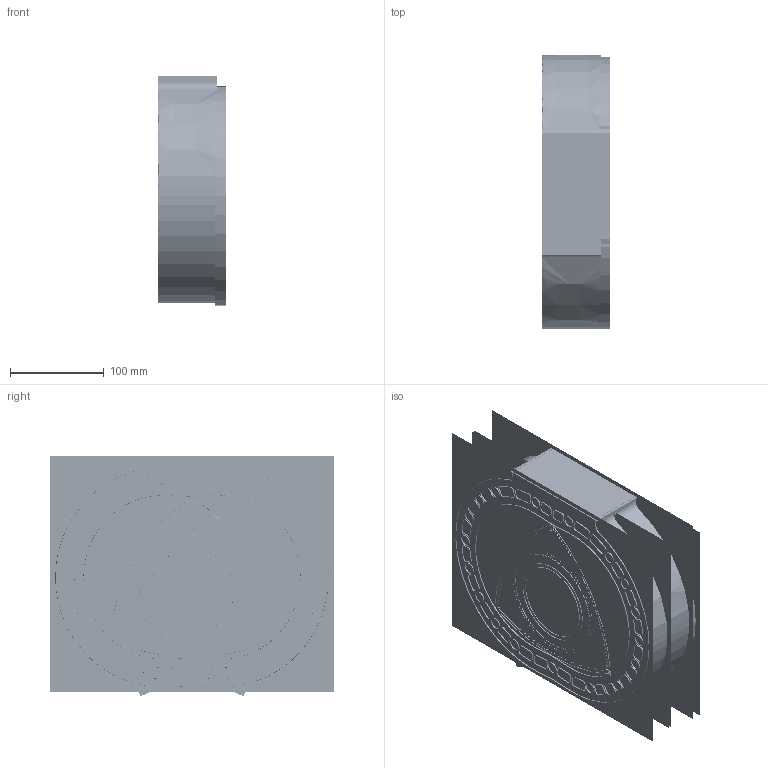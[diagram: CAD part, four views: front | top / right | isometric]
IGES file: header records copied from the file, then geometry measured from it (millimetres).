
Start section:  PTC IGES file: re_asm.igs
Global section: file name: re_asm.igs; native system: Creo Parametric by PTC Inc.; preprocessor: 2014190; author: Student-15; organization: Unknown; date: 20150615.163642; units: millimetre
Bounding box: 71.64 x 303.73 x 256.98 mm (x, y, z)
Surface area: 6545353.5 mm2 (no closed solid volume)
Topology: 0 solids, 0 shells, 3768 faces, 72509 edges, 96512 vertices
Faces by surface type: revolution 2260, bspline 1114, extrusion 394
